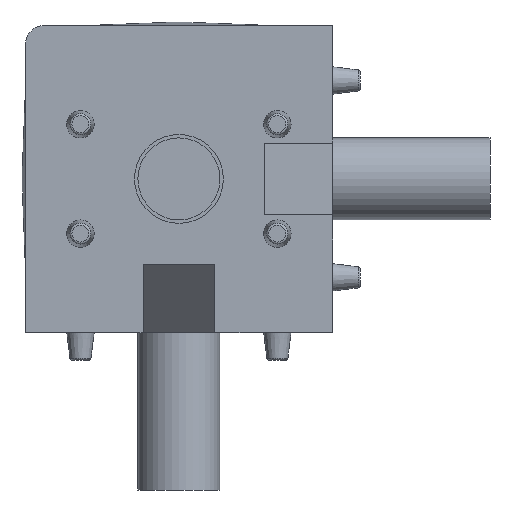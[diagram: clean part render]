
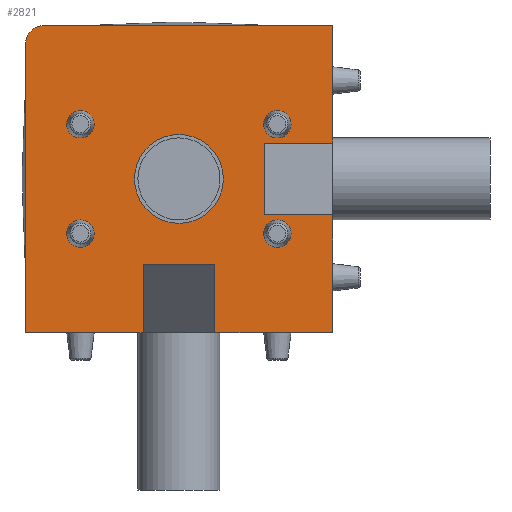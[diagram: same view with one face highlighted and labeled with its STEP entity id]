
A CAD part, front view. The second image highlights one B-rep face of the part: STEP entity #2821.
In plain terms, the highlighted planar face has unit normal (0, -1, 0).
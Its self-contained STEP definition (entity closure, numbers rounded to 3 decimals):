
#138=PLANE('',#3111);
#326=LINE('',#4780,#524);
#334=LINE('',#4798,#532);
#339=LINE('',#4820,#537);
#343=LINE('',#4828,#541);
#346=LINE('',#4970,#544);
#347=LINE('',#4972,#545);
#348=LINE('',#4974,#546);
#349=LINE('',#4975,#547);
#350=LINE('',#4977,#548);
#351=LINE('',#4979,#549);
#352=LINE('',#4980,#550);
#353=LINE('',#4984,#551);
#524=VECTOR('',#3721,1000.);
#532=VECTOR('',#3731,1000.);
#537=VECTOR('',#3750,1000.);
#541=VECTOR('',#3754,1000.);
#544=VECTOR('',#3785,1000.);
#545=VECTOR('',#3786,1000.);
#546=VECTOR('',#3787,1000.);
#547=VECTOR('',#3788,1000.);
#548=VECTOR('',#3789,1000.);
#549=VECTOR('',#3790,1000.);
#550=VECTOR('',#3791,1000.);
#551=VECTOR('',#3794,1000.);
#1250=ORIENTED_EDGE('',*,*,#1737,.F.);
#1251=ORIENTED_EDGE('',*,*,#1738,.F.);
#1252=ORIENTED_EDGE('',*,*,#1739,.F.);
#1253=ORIENTED_EDGE('',*,*,#1740,.F.);
#1254=ORIENTED_EDGE('',*,*,#1741,.F.);
#1255=ORIENTED_EDGE('',*,*,#1694,.T.);
#1256=ORIENTED_EDGE('',*,*,#1742,.T.);
#1257=ORIENTED_EDGE('',*,*,#1743,.T.);
#1258=ORIENTED_EDGE('',*,*,#1744,.F.);
#1259=ORIENTED_EDGE('',*,*,#1703,.T.);
#1260=ORIENTED_EDGE('',*,*,#1718,.T.);
#1261=ORIENTED_EDGE('',*,*,#1745,.F.);
#1262=ORIENTED_EDGE('',*,*,#1746,.F.);
#1263=ORIENTED_EDGE('',*,*,#1747,.T.);
#1264=ORIENTED_EDGE('',*,*,#1714,.T.);
#1265=ORIENTED_EDGE('',*,*,#1748,.F.);
#1266=ORIENTED_EDGE('',*,*,#1749,.T.);
#1267=ORIENTED_EDGE('',*,*,#1750,.F.);
#1694=EDGE_CURVE('',#1990,#1989,#326,.T.);
#1703=EDGE_CURVE('',#1999,#1998,#334,.T.);
#1714=EDGE_CURVE('',#2009,#2008,#339,.T.);
#1718=EDGE_CURVE('',#1998,#2012,#343,.T.);
#1737=EDGE_CURVE('',#2026,#2026,#2146,.F.);
#1738=EDGE_CURVE('',#2027,#2027,#2147,.F.);
#1739=EDGE_CURVE('',#2028,#2028,#2148,.F.);
#1740=EDGE_CURVE('',#2029,#2029,#2149,.F.);
#1741=EDGE_CURVE('',#2030,#2030,#2150,.T.);
#1742=EDGE_CURVE('',#1989,#2031,#346,.T.);
#1743=EDGE_CURVE('',#2031,#2032,#347,.T.);
#1744=EDGE_CURVE('',#1999,#2032,#348,.T.);
#1745=EDGE_CURVE('',#2033,#2012,#349,.T.);
#1746=EDGE_CURVE('',#2034,#2033,#350,.T.);
#1747=EDGE_CURVE('',#2034,#2009,#351,.T.);
#1748=EDGE_CURVE('',#2035,#2008,#352,.T.);
#1749=EDGE_CURVE('',#2035,#2036,#2151,.F.);
#1750=EDGE_CURVE('',#1990,#2036,#353,.T.);
#1989=VERTEX_POINT('',#4779);
#1990=VERTEX_POINT('',#4781);
#1998=VERTEX_POINT('',#4797);
#1999=VERTEX_POINT('',#4799);
#2008=VERTEX_POINT('',#4819);
#2009=VERTEX_POINT('',#4821);
#2012=VERTEX_POINT('',#4827);
#2026=VERTEX_POINT('',#4961);
#2027=VERTEX_POINT('',#4963);
#2028=VERTEX_POINT('',#4965);
#2029=VERTEX_POINT('',#4967);
#2030=VERTEX_POINT('',#4969);
#2031=VERTEX_POINT('',#4971);
#2032=VERTEX_POINT('',#4973);
#2033=VERTEX_POINT('',#4976);
#2034=VERTEX_POINT('',#4978);
#2035=VERTEX_POINT('',#4981);
#2036=VERTEX_POINT('',#4983);
#2146=CIRCLE('',#3112,2.);
#2147=CIRCLE('',#3113,2.);
#2148=CIRCLE('',#3114,2.);
#2149=CIRCLE('',#3115,2.);
#2150=CIRCLE('',#3116,6.5);
#2151=CIRCLE('',#3117,3.);
#2326=EDGE_LOOP('',(#1250));
#2327=EDGE_LOOP('',(#1251));
#2328=EDGE_LOOP('',(#1252));
#2329=EDGE_LOOP('',(#1253));
#2330=EDGE_LOOP('',(#1254));
#2331=EDGE_LOOP('',(#1255,#1256,#1257,#1258,#1259,#1260,#1261,#1262,#1263,
#1264,#1265,#1266,#1267));
#2575=FACE_BOUND('',#2326,.T.);
#2576=FACE_BOUND('',#2327,.T.);
#2577=FACE_BOUND('',#2328,.T.);
#2578=FACE_BOUND('',#2329,.T.);
#2579=FACE_BOUND('',#2330,.T.);
#2580=FACE_BOUND('',#2331,.T.);
#2821=ADVANCED_FACE('',(#2575,#2576,#2577,#2578,#2579,#2580),#138,.F.);
#3111=AXIS2_PLACEMENT_3D('',#4959,#3773,#3774);
#3112=AXIS2_PLACEMENT_3D('',#4960,#3775,#3776);
#3113=AXIS2_PLACEMENT_3D('',#4962,#3777,#3778);
#3114=AXIS2_PLACEMENT_3D('',#4964,#3779,#3780);
#3115=AXIS2_PLACEMENT_3D('',#4966,#3781,#3782);
#3116=AXIS2_PLACEMENT_3D('',#4968,#3783,#3784);
#3117=AXIS2_PLACEMENT_3D('',#4982,#3792,#3793);
#3721=DIRECTION('',(0.,0.,-1.));
#3731=DIRECTION('',(0.,0.,-1.));
#3750=DIRECTION('',(1.,0.,0.));
#3754=DIRECTION('',(1.,0.,0.));
#3773=DIRECTION('',(0.,1.,0.));
#3774=DIRECTION('',(0.,0.,1.));
#3775=DIRECTION('',(0.,1.,0.));
#3776=DIRECTION('',(0.,0.,1.));
#3777=DIRECTION('',(0.,1.,0.));
#3778=DIRECTION('',(0.,0.,1.));
#3779=DIRECTION('',(0.,1.,0.));
#3780=DIRECTION('',(0.,0.,1.));
#3781=DIRECTION('',(0.,1.,0.));
#3782=DIRECTION('',(0.,0.,1.));
#3783=DIRECTION('',(0.,-1.,0.));
#3784=DIRECTION('',(0.,0.,-1.));
#3785=DIRECTION('',(1.,0.,0.));
#3786=DIRECTION('',(0.,0.,-1.));
#3787=DIRECTION('',(1.,0.,0.));
#3788=DIRECTION('',(0.,0.,-1.));
#3789=DIRECTION('',(-1.,0.,0.));
#3790=DIRECTION('',(0.,0.,-1.));
#3791=DIRECTION('',(0.,0.,-1.));
#3792=DIRECTION('',(0.,1.,0.));
#3793=DIRECTION('',(0.,0.,1.));
#3794=DIRECTION('',(1.,0.,0.));
#4779=CARTESIAN_POINT('',(-22.5,-22.5,5.25));
#4780=CARTESIAN_POINT('',(-22.5,-22.5,22.5));
#4781=CARTESIAN_POINT('',(-22.5,-22.5,22.5));
#4797=CARTESIAN_POINT('',(-22.5,-22.5,-22.5));
#4798=CARTESIAN_POINT('',(-22.5,-22.5,22.5));
#4799=CARTESIAN_POINT('',(-22.5,-22.5,-5.25));
#4819=CARTESIAN_POINT('',(22.5,-22.5,-22.5));
#4820=CARTESIAN_POINT('',(-22.5,-22.5,-22.5));
#4821=CARTESIAN_POINT('',(5.25,-22.5,-22.5));
#4827=CARTESIAN_POINT('',(-5.25,-22.5,-22.5));
#4828=CARTESIAN_POINT('',(-22.5,-22.5,-22.5));
#4959=CARTESIAN_POINT('',(-22.5,-22.5,22.5));
#4960=CARTESIAN_POINT('',(-8.,-22.5,14.4));
#4961=CARTESIAN_POINT('',(-8.,-22.5,16.4));
#4962=CARTESIAN_POINT('',(-8.,-22.5,-14.4));
#4963=CARTESIAN_POINT('',(-8.,-22.5,-12.4));
#4964=CARTESIAN_POINT('',(8.,-22.5,14.4));
#4965=CARTESIAN_POINT('',(8.,-22.5,16.4));
#4966=CARTESIAN_POINT('',(8.,-22.5,-14.4));
#4967=CARTESIAN_POINT('',(8.,-22.5,-12.4));
#4968=CARTESIAN_POINT('',(0.,-22.5,0.));
#4969=CARTESIAN_POINT('',(0.,-22.5,-6.5));
#4970=CARTESIAN_POINT('',(-22.5,-22.5,5.25));
#4971=CARTESIAN_POINT('',(-12.5,-22.5,5.25));
#4972=CARTESIAN_POINT('',(-12.5,-22.5,5.25));
#4973=CARTESIAN_POINT('',(-12.5,-22.5,-5.25));
#4974=CARTESIAN_POINT('',(-22.5,-22.5,-5.25));
#4975=CARTESIAN_POINT('',(-5.25,-22.5,-12.5));
#4976=CARTESIAN_POINT('',(-5.25,-22.5,-12.5));
#4977=CARTESIAN_POINT('',(5.25,-22.5,-12.5));
#4978=CARTESIAN_POINT('',(5.25,-22.5,-12.5));
#4979=CARTESIAN_POINT('',(5.25,-22.5,-12.5));
#4980=CARTESIAN_POINT('',(22.5,-22.5,22.5));
#4981=CARTESIAN_POINT('',(22.5,-22.5,19.5));
#4982=CARTESIAN_POINT('',(19.5,-22.5,19.5));
#4983=CARTESIAN_POINT('',(19.5,-22.5,22.5));
#4984=CARTESIAN_POINT('',(-22.5,-22.5,22.5));
